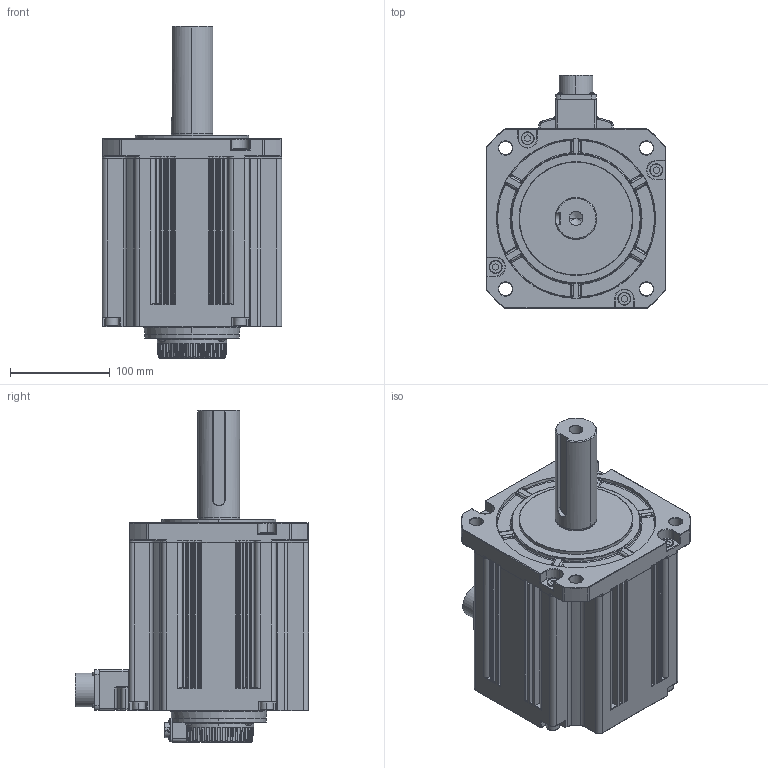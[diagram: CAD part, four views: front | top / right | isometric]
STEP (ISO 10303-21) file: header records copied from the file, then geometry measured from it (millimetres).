
FILE_DESCRIPTION (( 'STEP AP203' ), '1' );
FILE_NAME ('SV-X2MG550A-N4LA.STEP', '2021-10-12T09:34:14', ( 'China' ), ( 'Microsoft' ), 'SwSTEP 2.0', 'SolidWorks 2016', '' );
FILE_SCHEMA (( 'CONFIG_CONTROL_DESIGN' ));
Products named in the file (1): SV-X2MG550A-N4LA
Bounding box: 180 x 233.9 x 333.2 mm (x, y, z)
Volume: 5685625.2 mm3; surface area: 271577.2 mm2
Topology: 1 solids, 11 shells, 2064 faces, 5530 edges, 3493 vertices
Faces by surface type: cylinder 776, plane 692, bspline 396, cone 200
Entity records: 93248 total; most frequent: CARTESIAN_POINT 45582, ORIENTED_EDGE 10910, DIRECTION 8815, EDGE_CURVE 5455, VERTEX_POINT 3493, AXIS2_PLACEMENT_3D 3238, VECTOR 2339, LINE 2339
